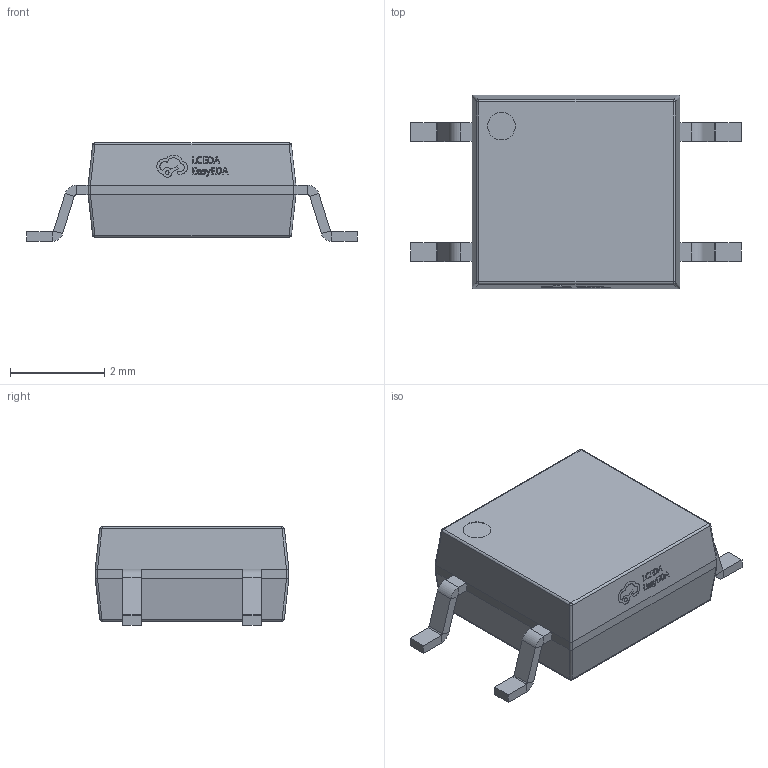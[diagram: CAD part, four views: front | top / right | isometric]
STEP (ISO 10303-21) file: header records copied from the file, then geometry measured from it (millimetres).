
FILE_DESCRIPTION (( 'STEP AP214' ), '1' );
FILE_NAME ('U1^3D_PCB1_2024-04-09(2)_3D_PCB1_2024-04-09.STEP', '2024-04-09T09:26:14', ( '' ), ( '' ), 'SwSTEP 2.0', 'SolidWorks 2022', '' );
FILE_SCHEMA (( 'AUTOMOTIVE_DESIGN' ));
Length unit declared in the file: millimetre
Products named in the file (3): U1^3D_PCB1_2024-04-09(2)_3D_PCB1_2024-04-09; SOLID^OPTO-SMD-4_L4.4-W4.1-P2.54-LS7.0-TL_U1_3D_PCB1_2024-04-09(2)_3D_PCB1_2024-04-09; OPTO-SMD-4_L4.4-W4.1-P2.54-LS7.0-TL^U1_3D_PCB1_2024-04-09(2)_3D_PCB1_2024-04-09
Assembly tree (2 placements, depth 3):
  U1^3D_PCB1_2024-04-09(2)_3D_PCB1_2024-04-09
    OPTO-SMD-4_L4.4-W4.1-P2.54-LS7.0-TL^U1_3D_PCB1_2024-04-09(2)_3D_PCB1_2024-04-09
      SOLID^OPTO-SMD-4_L4.4-W4.1-P2.54-LS7.0-TL_U1_3D_PCB1_2024-04-09(2)_3D_PCB1_2024-04-09
Bounding box: 7 x 4.1 x 2.08 mm (x, y, z)
Volume: 35.2 mm3; surface area: 75.1 mm2
Topology: 1 solids, 1 shells, 416 faces, 1065 edges, 670 vertices
Faces by surface type: plane 258, bspline 112, cylinder 38, sphere 8
Entity records: 13593 total; most frequent: CARTESIAN_POINT 4277, ORIENTED_EDGE 2114, DIRECTION 1501, EDGE_CURVE 1057, LINE 761, VECTOR 761, VERTEX_POINT 670, EDGE_LOOP 443
